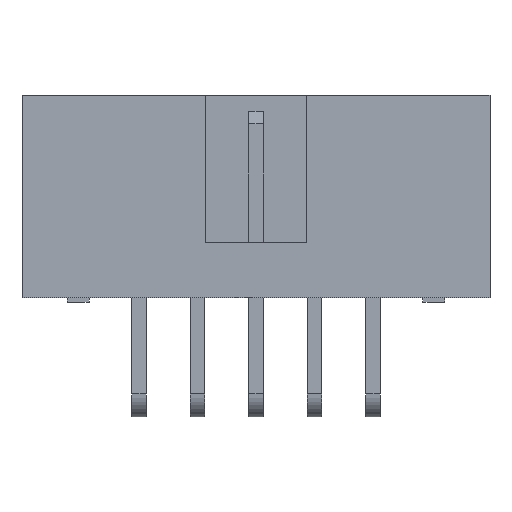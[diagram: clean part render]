
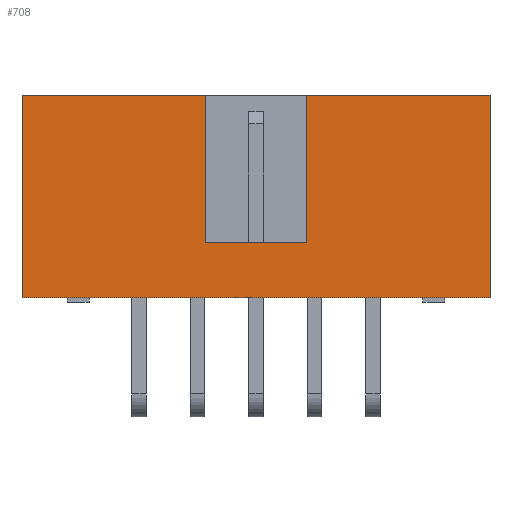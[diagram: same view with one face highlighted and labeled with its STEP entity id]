
A CAD part, front view. The second image highlights one B-rep face of the part: STEP entity #708.
In plain terms, the highlighted planar face has unit normal (0, -1, 0).
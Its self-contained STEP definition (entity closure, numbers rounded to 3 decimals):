
#708=ADVANCED_FACE('',(#1436),#1437,.F.);
#1436=FACE_OUTER_BOUND('',#2157,.T.);
#1437=PLANE('',#2158);
#2157=EDGE_LOOP('',(#4291,#4292,#4293,#4294,#4295,#4296,#4297,#4298));
#2158=AXIS2_PLACEMENT_3D('',#4299,#4300,#4301);
#4291=ORIENTED_EDGE('',*,*,#5151,.T.);
#4292=ORIENTED_EDGE('',*,*,#5170,.F.);
#4293=ORIENTED_EDGE('',*,*,#5172,.T.);
#4294=ORIENTED_EDGE('',*,*,#4546,.F.);
#4295=ORIENTED_EDGE('',*,*,#5173,.F.);
#4296=ORIENTED_EDGE('',*,*,#5167,.F.);
#4297=ORIENTED_EDGE('',*,*,#5146,.T.);
#4298=ORIENTED_EDGE('',*,*,#4477,.T.);
#4299=CARTESIAN_POINT('',(0.0,-4.4,4.4));
#4300=DIRECTION('',(0.0,1.0,0.0));
#4301=DIRECTION('',(0.0,0.0,1.0));
#4477=EDGE_CURVE('',#5410,#5408,#5411,.T.);
#4546=EDGE_CURVE('',#5545,#5547,#5548,.T.);
#5146=EDGE_CURVE('',#6399,#5410,#6400,.T.);
#5151=EDGE_CURVE('',#5408,#6405,#6407,.T.);
#5167=EDGE_CURVE('',#6399,#6427,#6428,.T.);
#5170=EDGE_CURVE('',#6430,#6405,#6432,.T.);
#5172=EDGE_CURVE('',#6430,#5547,#6434,.T.);
#5173=EDGE_CURVE('',#6427,#5545,#6435,.T.);
#5408=VERTEX_POINT('',#6775);
#5410=VERTEX_POINT('',#6778);
#5411=LINE('',#6779,#6780);
#5545=VERTEX_POINT('',#6980);
#5547=VERTEX_POINT('',#6983);
#5548=LINE('',#6984,#6985);
#6399=VERTEX_POINT('',#8221);
#6400=LINE('',#8222,#8223);
#6405=VERTEX_POINT('',#8230);
#6407=LINE('',#8233,#8234);
#6427=VERTEX_POINT('',#8263);
#6428=LINE('',#8264,#8265);
#6430=VERTEX_POINT('',#8268);
#6432=LINE('',#8271,#8272);
#6434=LINE('',#8274,#8275);
#6435=LINE('',#8276,#8277);
#6775=CARTESIAN_POINT('',(-2.2,-4.4,2.4));
#6778=CARTESIAN_POINT('',(2.2,-4.4,2.4));
#6779=CARTESIAN_POINT('',(0.0,-4.4,2.4));
#6780=VECTOR('',#8410,1.0);
#6980=CARTESIAN_POINT('',(10.16,-4.4,0.0));
#6983=CARTESIAN_POINT('',(-10.16,-4.4,0.0));
#6984=CARTESIAN_POINT('',(0.0,-4.4,0.0));
#6985=VECTOR('',#8478,1.0);
#8221=CARTESIAN_POINT('',(2.2,-4.4,8.8));
#8222=CARTESIAN_POINT('',(2.2,-4.4,5.15));
#8223=VECTOR('',#8960,1.0);
#8230=CARTESIAN_POINT('',(-2.2,-4.4,8.8));
#8233=CARTESIAN_POINT('',(-2.2,-4.4,5.15));
#8234=VECTOR('',#8964,1.0);
#8263=CARTESIAN_POINT('',(10.16,-4.4,8.8));
#8264=CARTESIAN_POINT('',(0.0,-4.4,8.8));
#8265=VECTOR('',#8974,1.0);
#8268=CARTESIAN_POINT('',(-10.16,-4.4,8.8));
#8271=CARTESIAN_POINT('',(0.0,-4.4,8.8));
#8272=VECTOR('',#8977,1.0);
#8274=CARTESIAN_POINT('',(-10.16,-4.4,4.4));
#8275=VECTOR('',#8978,1.0);
#8276=CARTESIAN_POINT('',(10.16,-4.4,4.4));
#8277=VECTOR('',#8979,1.0);
#8410=DIRECTION('',(-1.0,0.0,0.0));
#8478=DIRECTION('',(-1.0,0.0,0.0));
#8960=DIRECTION('',(0.0,0.0,-1.0));
#8964=DIRECTION('',(0.0,0.0,1.0));
#8974=DIRECTION('',(1.0,0.0,0.0));
#8977=DIRECTION('',(1.0,0.0,0.0));
#8978=DIRECTION('',(0.0,0.0,-1.0));
#8979=DIRECTION('',(0.0,0.0,-1.0));
